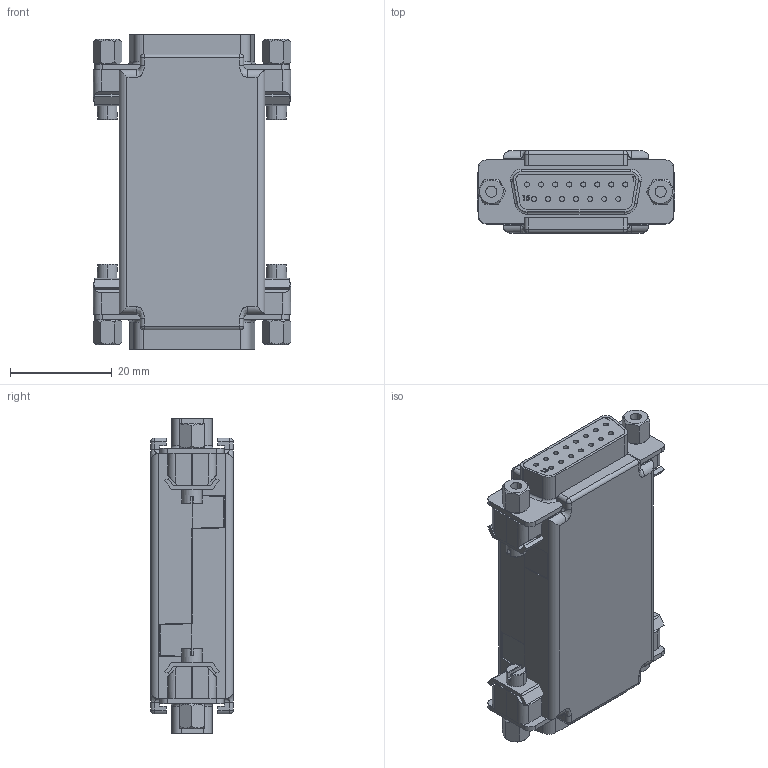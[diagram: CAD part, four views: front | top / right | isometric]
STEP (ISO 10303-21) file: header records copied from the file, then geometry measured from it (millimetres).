
FILE_DESCRIPTION (( 'STEP AP214' ), '1' );
FILE_NAME ('DIY15FF.STEP', '2013-02-04T21:04:23', ( 'x' ), ( '' ), 'SwSTEP 2.0', 'SolidWorks 2012', '' );
FILE_SCHEMA (( 'AUTOMOTIVE_DESIGN' ));
Length unit declared in the file: inch
Products named in the file (6): SDHS-PROD_DEFAULT; 3AA01-009_3AA01-009-437; 3AA10-001; SD15S; DIY15-MA1; DIY15FF
Assembly tree (16 placements, depth 2):
  DIY15FF
    DIY15-MA1  x2
    SD15S  x2
    3AA10-001  x4
    3AA01-009_3AA01-009-437  x4
    SDHS-PROD_DEFAULT  x4
Bounding box: 38.99 x 16.26 x 62.03 mm (x, y, z)
Volume: 14975 mm3; surface area: 16857.7 mm2
Topology: 16 solids, 16 shells, 990 faces, 2378 edges, 1490 vertices
Faces by surface type: plane 510, cylinder 372, torus 52, bspline 24, cone 24, sphere 8
Entity records: 16993 total; most frequent: CARTESIAN_POINT 3101, DIRECTION 2288, ORIENTED_EDGE 2150, EDGE_CURVE 1075, AXIS2_PLACEMENT_3D 817, VERTEX_POINT 674, LINE 654, VECTOR 654
